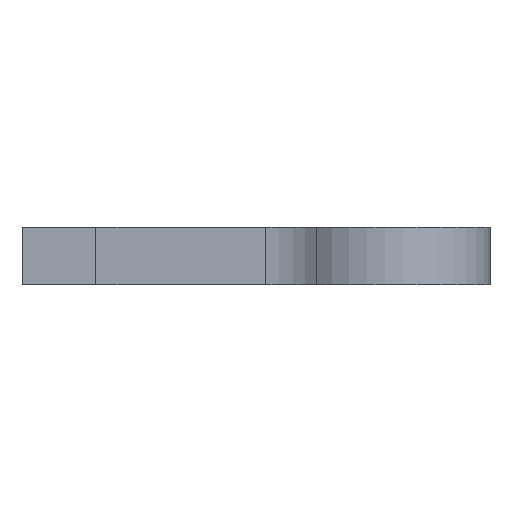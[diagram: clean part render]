
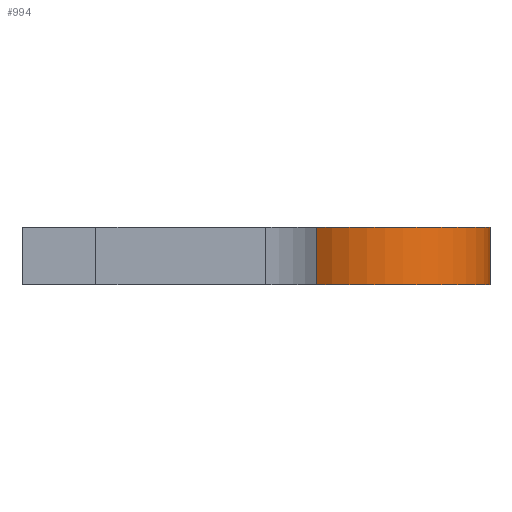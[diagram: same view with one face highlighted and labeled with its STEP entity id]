
A CAD part, front view. The second image highlights one B-rep face of the part: STEP entity #994.
In plain terms, the highlighted cylindrical face has radius 13 mm (diameter 26 mm), a partial arc.
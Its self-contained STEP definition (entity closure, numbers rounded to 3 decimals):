
#17 = DIRECTION ( 'NONE',  ( 0., 0., -1. ) ) ;
#94 = CIRCLE ( 'NONE', #1498, 13. ) ;
#136 = VECTOR ( 'NONE', #17, 1000. ) ;
#188 = CARTESIAN_POINT ( 'NONE',  ( 13., 0., 7. ) ) ;
#207 = CARTESIAN_POINT ( 'NONE',  ( 0., 0., 7. ) ) ;
#245 = EDGE_CURVE ( 'NONE', #1058, #710, #94, .T. ) ;
#263 = AXIS2_PLACEMENT_3D ( 'NONE', #510, #1062, #1576 ) ;
#497 = DIRECTION ( 'NONE',  ( 0., 0., 1. ) ) ;
#510 = CARTESIAN_POINT ( 'NONE',  ( 0., 0., 7. ) ) ;
#511 = EDGE_CURVE ( 'NONE', #890, #941, #1580, .T. ) ;
#523 = CARTESIAN_POINT ( 'NONE',  ( -8.093, -10.174, 0. ) ) ;
#571 = EDGE_CURVE ( 'NONE', #890, #1058, #758, .T. ) ;
#605 = ORIENTED_EDGE ( 'NONE', *, *, #511, .F. ) ;
#608 = ORIENTED_EDGE ( 'NONE', *, *, #245, .T. ) ;
#672 = DIRECTION ( 'NONE',  ( -1., 0., 0. ) ) ;
#710 = VERTEX_POINT ( 'NONE', #1142 ) ;
#730 = ORIENTED_EDGE ( 'NONE', *, *, #571, .T. ) ;
#758 = LINE ( 'NONE', #1166, #793 ) ;
#778 = LINE ( 'NONE', #1318, #136 ) ;
#793 = VECTOR ( 'NONE', #1781, 1000. ) ;
#810 = EDGE_LOOP ( 'NONE', ( #608, #1273, #605, #730 ) ) ;
#875 = CARTESIAN_POINT ( 'NONE',  ( 0., 0., 0. ) ) ;
#878 = CARTESIAN_POINT ( 'NONE',  ( -8.093, -10.174, 7. ) ) ;
#890 = VERTEX_POINT ( 'NONE', #878 ) ;
#941 = VERTEX_POINT ( 'NONE', #188 ) ;
#944 = EDGE_CURVE ( 'NONE', #941, #710, #778, .T. ) ;
#994 = ADVANCED_FACE ( 'NONE', ( #1203 ), #1693, .T. ) ;
#1024 = DIRECTION ( 'NONE',  ( -1., 0., 0. ) ) ;
#1058 = VERTEX_POINT ( 'NONE', #523 ) ;
#1062 = DIRECTION ( 'NONE',  ( 0., 0., -1. ) ) ;
#1142 = CARTESIAN_POINT ( 'NONE',  ( 13., 0., 0. ) ) ;
#1166 = CARTESIAN_POINT ( 'NONE',  ( -8.093, -10.174, 7. ) ) ;
#1203 = FACE_OUTER_BOUND ( 'NONE', #810, .T. ) ;
#1273 = ORIENTED_EDGE ( 'NONE', *, *, #944, .F. ) ;
#1318 = CARTESIAN_POINT ( 'NONE',  ( 13., 0., 7. ) ) ;
#1401 = AXIS2_PLACEMENT_3D ( 'NONE', #207, #497, #672 ) ;
#1498 = AXIS2_PLACEMENT_3D ( 'NONE', #875, #1753, #1024 ) ;
#1576 = DIRECTION ( 'NONE',  ( -1., 0., 0. ) ) ;
#1580 = CIRCLE ( 'NONE', #1401, 13. ) ;
#1693 = CYLINDRICAL_SURFACE ( 'NONE', #263, 13. ) ;
#1753 = DIRECTION ( 'NONE',  ( 0., 0., 1. ) ) ;
#1781 = DIRECTION ( 'NONE',  ( 0., 0., -1. ) ) ;
